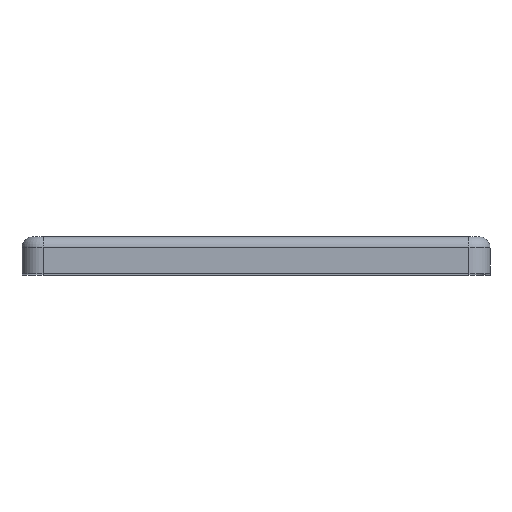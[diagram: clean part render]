
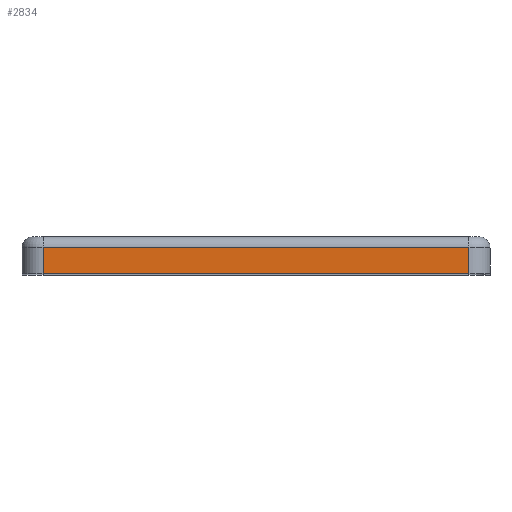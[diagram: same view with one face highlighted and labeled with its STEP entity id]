
A CAD part, top view. The second image highlights one B-rep face of the part: STEP entity #2834.
In plain terms, the highlighted planar face has unit normal (0, 0, 1).
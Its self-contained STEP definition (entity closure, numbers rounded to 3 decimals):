
#16 = VERTEX_POINT ( 'NONE', #833 ) ;
#68 = VERTEX_POINT ( 'NONE', #2781 ) ;
#80 = CARTESIAN_POINT ( 'NONE',  ( -16.15, -2.8, 31.55 ) ) ;
#279 = LINE ( 'NONE', #80, #728 ) ;
#282 = LINE ( 'NONE', #2387, #1631 ) ;
#417 = DIRECTION ( 'NONE',  ( 0., -1., 0. ) ) ;
#549 = ORIENTED_EDGE ( 'NONE', *, *, #2754, .T. ) ;
#585 = ORIENTED_EDGE ( 'NONE', *, *, #2749, .T. ) ;
#728 = VECTOR ( 'NONE', #1642, 1000. ) ;
#788 = DIRECTION ( 'NONE',  ( 0., 0., 1. ) ) ;
#831 = ORIENTED_EDGE ( 'NONE', *, *, #2004, .F. ) ;
#833 = CARTESIAN_POINT ( 'NONE',  ( 16.15, -2.8, 31.55 ) ) ;
#855 = DIRECTION ( 'NONE',  ( 1., 0., 0. ) ) ;
#1014 = FACE_OUTER_BOUND ( 'NONE', #1814, .T. ) ;
#1018 = VECTOR ( 'NONE', #855, 1000. ) ;
#1038 = DIRECTION ( 'NONE',  ( 0., -1., 0. ) ) ;
#1483 = CARTESIAN_POINT ( 'NONE',  ( -16.15, 0., 31.55 ) ) ;
#1498 = VECTOR ( 'NONE', #1038, 1000. ) ;
#1499 = PLANE ( 'NONE',  #2730 ) ;
#1631 = VECTOR ( 'NONE', #417, 1000. ) ;
#1642 = DIRECTION ( 'NONE',  ( 1., 0., 0. ) ) ;
#1716 = DIRECTION ( 'NONE',  ( 1., 0., 0. ) ) ;
#1808 = VERTEX_POINT ( 'NONE', #1904 ) ;
#1814 = EDGE_LOOP ( 'NONE', ( #549, #2314, #831, #585 ) ) ;
#1895 = LINE ( 'NONE', #2261, #1498 ) ;
#1904 = CARTESIAN_POINT ( 'NONE',  ( -16.15, -2.8, 31.55 ) ) ;
#2004 = EDGE_CURVE ( 'NONE', #2793, #68, #2740, .T. ) ;
#2017 = EDGE_CURVE ( 'NONE', #68, #16, #282, .T. ) ;
#2088 = CARTESIAN_POINT ( 'NONE',  ( -16.15, -0.8, 31.55 ) ) ;
#2261 = CARTESIAN_POINT ( 'NONE',  ( -16.15, 0., 31.55 ) ) ;
#2314 = ORIENTED_EDGE ( 'NONE', *, *, #2017, .F. ) ;
#2387 = CARTESIAN_POINT ( 'NONE',  ( 16.15, 0., 31.55 ) ) ;
#2396 = CARTESIAN_POINT ( 'NONE',  ( -16.15, -0.8, 31.55 ) ) ;
#2730 = AXIS2_PLACEMENT_3D ( 'NONE', #1483, #788, #1716 ) ;
#2740 = LINE ( 'NONE', #2396, #1018 ) ;
#2749 = EDGE_CURVE ( 'NONE', #2793, #1808, #1895, .T. ) ;
#2754 = EDGE_CURVE ( 'NONE', #1808, #16, #279, .T. ) ;
#2781 = CARTESIAN_POINT ( 'NONE',  ( 16.15, -0.8, 31.55 ) ) ;
#2793 = VERTEX_POINT ( 'NONE', #2088 ) ;
#2834 = ADVANCED_FACE ( 'NONE', ( #1014 ), #1499, .T. ) ;
